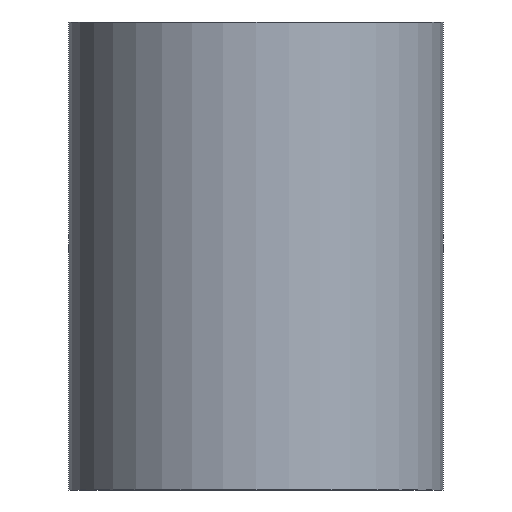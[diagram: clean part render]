
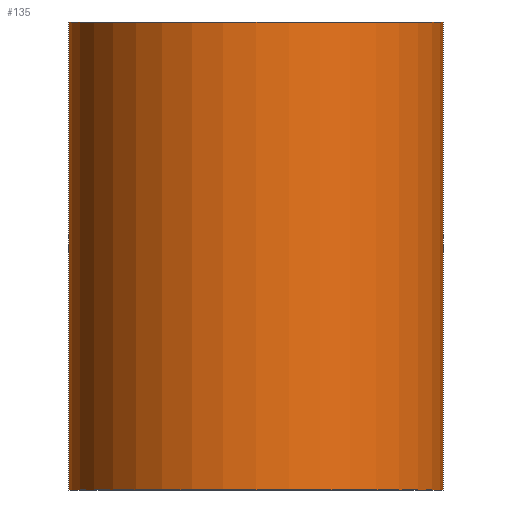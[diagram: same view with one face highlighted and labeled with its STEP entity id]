
A CAD part, front view. The second image highlights one B-rep face of the part: STEP entity #135.
In plain terms, the highlighted cylindrical face has radius 600 mm (diameter 1200 mm), a full revolution.
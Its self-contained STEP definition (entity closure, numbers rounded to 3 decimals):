
#64 = AXIS2_PLACEMENT_3D ( 'NONE', #537, #546, #1304 ) ;
#135 = ADVANCED_FACE ( 'NONE', ( #202, #311 ), #363, .T. ) ;
#202 = FACE_OUTER_BOUND ( 'NONE', #1268, .T. ) ;
#280 = CARTESIAN_POINT ( 'NONE',  ( 0., 0., 0. ) ) ;
#311 = FACE_OUTER_BOUND ( 'NONE', #937, .T. ) ;
#362 = CARTESIAN_POINT ( 'NONE',  ( 600., 0., 1500. ) ) ;
#363 = CYLINDRICAL_SURFACE ( 'NONE', #64, 600. ) ;
#471 = AXIS2_PLACEMENT_3D ( 'NONE', #280, #1041, #617 ) ;
#537 = CARTESIAN_POINT ( 'NONE',  ( 0., 0., 0. ) ) ;
#546 = DIRECTION ( 'NONE',  ( 0., 0., 1. ) ) ;
#589 = EDGE_CURVE ( 'NONE', #989, #989, #962, .T. ) ;
#617 = DIRECTION ( 'NONE',  ( 1., 0., 0. ) ) ;
#696 = ORIENTED_EDGE ( 'NONE', *, *, #715, .T. ) ;
#715 = EDGE_CURVE ( 'NONE', #1418, #1418, #1367, .T. ) ;
#807 = ORIENTED_EDGE ( 'NONE', *, *, #589, .F. ) ;
#910 = CARTESIAN_POINT ( 'NONE',  ( 600., 0., 0. ) ) ;
#937 = EDGE_LOOP ( 'NONE', ( #807 ) ) ;
#962 = CIRCLE ( 'NONE', #1310, 600. ) ;
#989 = VERTEX_POINT ( 'NONE', #362 ) ;
#1019 = DIRECTION ( 'NONE',  ( 0., 0., 1. ) ) ;
#1041 = DIRECTION ( 'NONE',  ( 0., 0., 1. ) ) ;
#1139 = DIRECTION ( 'NONE',  ( 1., 0., 0. ) ) ;
#1143 = CARTESIAN_POINT ( 'NONE',  ( 0., 0., 1500. ) ) ;
#1268 = EDGE_LOOP ( 'NONE', ( #696 ) ) ;
#1304 = DIRECTION ( 'NONE',  ( 1., 0., 0. ) ) ;
#1310 = AXIS2_PLACEMENT_3D ( 'NONE', #1143, #1019, #1139 ) ;
#1367 = CIRCLE ( 'NONE', #471, 600. ) ;
#1418 = VERTEX_POINT ( 'NONE', #910 ) ;
